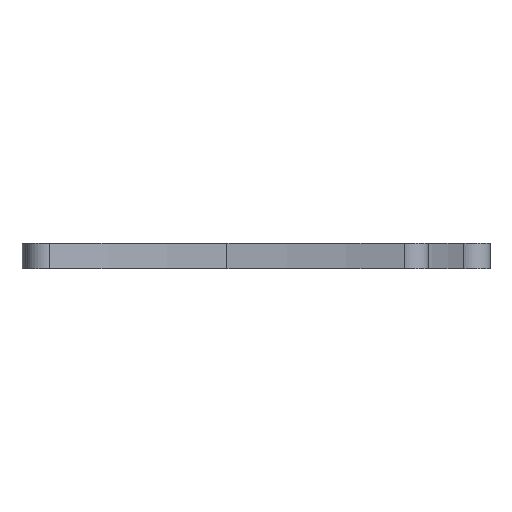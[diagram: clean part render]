
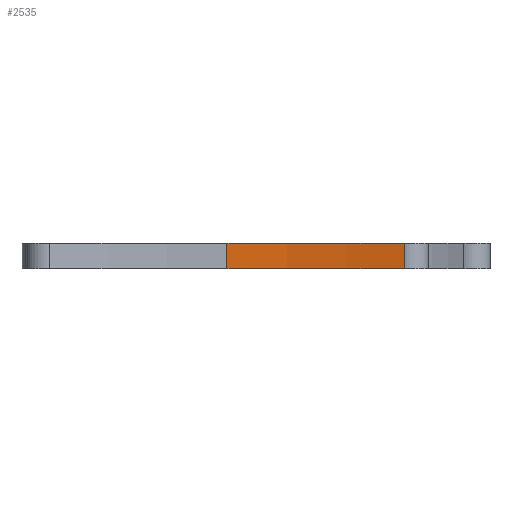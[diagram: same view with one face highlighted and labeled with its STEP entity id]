
A CAD part, front view. The second image highlights one B-rep face of the part: STEP entity #2535.
In plain terms, the highlighted cylindrical face has radius 53.34 mm (diameter 106.681 mm), a partial arc.
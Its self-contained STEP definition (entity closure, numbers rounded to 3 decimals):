
#219=FACE_OUTER_BOUND('',#345,.T.);
#345=EDGE_LOOP('',(#2063,#2064,#2065,#2066));
#621=LINE('',#4190,#873);
#622=LINE('',#4196,#874);
#873=VECTOR('',#3437,10.);
#874=VECTOR('',#3444,10.);
#979=CIRCLE('',#2756,53.34);
#980=CIRCLE('',#2757,53.34);
#1223=VERTEX_POINT('',#4186);
#1224=VERTEX_POINT('',#4188);
#1225=VERTEX_POINT('',#4192);
#1226=VERTEX_POINT('',#4194);
#1581=EDGE_CURVE('',#1223,#1224,#621,.T.);
#1582=EDGE_CURVE('',#1223,#1225,#979,.T.);
#1583=EDGE_CURVE('',#1226,#1224,#980,.T.);
#1584=EDGE_CURVE('',#1225,#1226,#622,.T.);
#2063=ORIENTED_EDGE('',*,*,#1582,.F.);
#2064=ORIENTED_EDGE('',*,*,#1581,.T.);
#2065=ORIENTED_EDGE('',*,*,#1583,.F.);
#2066=ORIENTED_EDGE('',*,*,#1584,.F.);
#2413=CYLINDRICAL_SURFACE('',#2755,53.34);
#2535=ADVANCED_FACE('',(#219),#2413,.F.);
#2755=AXIS2_PLACEMENT_3D('',#4191,#3438,#3439);
#2756=AXIS2_PLACEMENT_3D('',#4193,#3440,#3441);
#2757=AXIS2_PLACEMENT_3D('',#4195,#3442,#3443);
#3437=DIRECTION('',(0.,0.,1.));
#3438=DIRECTION('center_axis',(0.,0.,1.));
#3439=DIRECTION('ref_axis',(0.265,0.964,0.));
#3440=DIRECTION('center_axis',(0.,0.,1.));
#3441=DIRECTION('ref_axis',(0.265,0.964,0.));
#3442=DIRECTION('center_axis',(0.,0.,-1.));
#3443=DIRECTION('ref_axis',(0.265,0.964,0.));
#3444=DIRECTION('',(0.,0.,1.));
#4186=CARTESIAN_POINT('',(56.798,-37.076,0.));
#4188=CARTESIAN_POINT('',(56.798,-37.076,2.));
#4190=CARTESIAN_POINT('',(56.798,-37.076,0.));
#4191=CARTESIAN_POINT('Origin',(42.672,-88.511,0.));
#4192=CARTESIAN_POINT('',(42.747,-35.171,0.));
#4193=CARTESIAN_POINT('Origin',(42.672,-88.511,0.));
#4194=CARTESIAN_POINT('',(42.747,-35.171,2.));
#4195=CARTESIAN_POINT('Origin',(42.672,-88.511,2.));
#4196=CARTESIAN_POINT('',(42.747,-35.171,0.));
